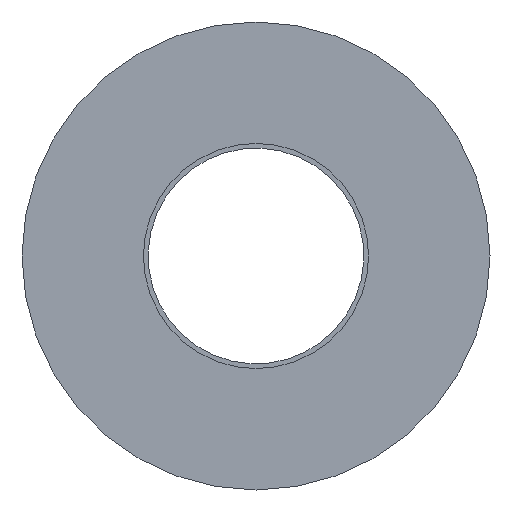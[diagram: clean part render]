
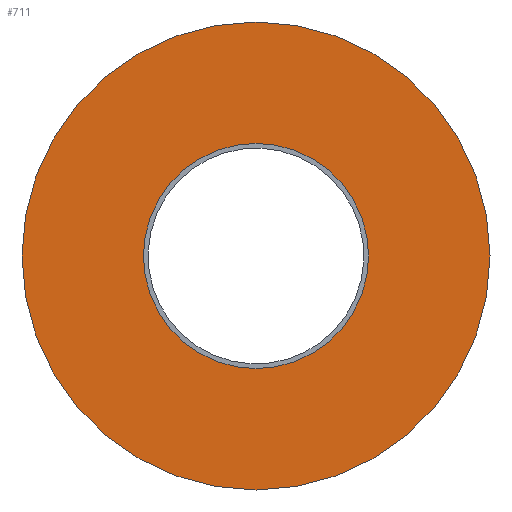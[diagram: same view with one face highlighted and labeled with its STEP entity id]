
A CAD part, front view. The second image highlights one B-rep face of the part: STEP entity #711.
In plain terms, the highlighted planar face has unit normal (0, -1, 0).
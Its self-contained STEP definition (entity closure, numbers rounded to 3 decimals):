
#24 = EDGE_CURVE ( 'NONE', #1091, #535, #108, .T. ) ;
#27 = EDGE_CURVE ( 'NONE', #1094, #903, #93, .T. ) ;
#92 = AXIS2_PLACEMENT_3D ( 'NONE', #913, #912, #911 ) ;
#93 = CIRCLE ( 'NONE', #92, 12.475 ) ;
#102 = AXIS2_PLACEMENT_3D ( 'NONE', #925, #923, #922 ) ;
#108 = CIRCLE ( 'NONE', #102, 6. ) ;
#128 = AXIS2_PLACEMENT_3D ( 'NONE', #297, #295, #299 ) ;
#194 = AXIS2_PLACEMENT_3D ( 'NONE', #424, #414, #412 ) ;
#196 = CIRCLE ( 'NONE', #128, 12.475 ) ;
#229 = CIRCLE ( 'NONE', #234, 6. ) ;
#234 = AXIS2_PLACEMENT_3D ( 'NONE', #582, #581, #580 ) ;
#295 = DIRECTION ( 'NONE',  ( 0., 1., 0. ) ) ;
#297 = CARTESIAN_POINT ( 'NONE',  ( -3.225, -2.677, 0.124 ) ) ;
#298 = EDGE_LOOP ( 'NONE', ( #1036, #1037 ) ) ;
#299 = DIRECTION ( 'NONE',  ( 0., 0., 1. ) ) ;
#307 = EDGE_LOOP ( 'NONE', ( #1034, #1035 ) ) ;
#317 = CARTESIAN_POINT ( 'NONE',  ( -3.225, -2.677, -12.351 ) ) ;
#320 = CARTESIAN_POINT ( 'NONE',  ( -3.225, -2.677, 6.124 ) ) ;
#355 = CARTESIAN_POINT ( 'NONE',  ( -3.225, -2.677, 12.599 ) ) ;
#412 = DIRECTION ( 'NONE',  ( 0., 0., 1. ) ) ;
#414 = DIRECTION ( 'NONE',  ( 0., 1., 0. ) ) ;
#416 = PLANE ( 'NONE',  #194 ) ;
#417 = FACE_OUTER_BOUND ( 'NONE', #307, .T. ) ;
#424 = CARTESIAN_POINT ( 'NONE',  ( -3.225, -2.677, 0.124 ) ) ;
#429 = FACE_BOUND ( 'NONE', #298, .T. ) ;
#535 = VERTEX_POINT ( 'NONE', #758 ) ;
#580 = DIRECTION ( 'NONE',  ( 0., 0., 1. ) ) ;
#581 = DIRECTION ( 'NONE',  ( 0., 1., 0. ) ) ;
#582 = CARTESIAN_POINT ( 'NONE',  ( -3.225, -2.677, 0.124 ) ) ;
#667 = EDGE_CURVE ( 'NONE', #535, #1091, #229, .T. ) ;
#711 = ADVANCED_FACE ( 'NONE', ( #417, #429 ), #416, .F. ) ;
#758 = CARTESIAN_POINT ( 'NONE',  ( -3.225, -2.677, -5.876 ) ) ;
#903 = VERTEX_POINT ( 'NONE', #355 ) ;
#911 = DIRECTION ( 'NONE',  ( 0., 0., 1. ) ) ;
#912 = DIRECTION ( 'NONE',  ( 0., 1., 0. ) ) ;
#913 = CARTESIAN_POINT ( 'NONE',  ( -3.225, -2.677, 0.124 ) ) ;
#922 = DIRECTION ( 'NONE',  ( 0., 0., 1. ) ) ;
#923 = DIRECTION ( 'NONE',  ( 0., 1., 0. ) ) ;
#925 = CARTESIAN_POINT ( 'NONE',  ( -3.225, -2.677, 0.124 ) ) ;
#1034 = ORIENTED_EDGE ( 'NONE', *, *, #27, .F. ) ;
#1035 = ORIENTED_EDGE ( 'NONE', *, *, #1115, .F. ) ;
#1036 = ORIENTED_EDGE ( 'NONE', *, *, #667, .T. ) ;
#1037 = ORIENTED_EDGE ( 'NONE', *, *, #24, .T. ) ;
#1091 = VERTEX_POINT ( 'NONE', #320 ) ;
#1094 = VERTEX_POINT ( 'NONE', #317 ) ;
#1115 = EDGE_CURVE ( 'NONE', #903, #1094, #196, .T. ) ;
